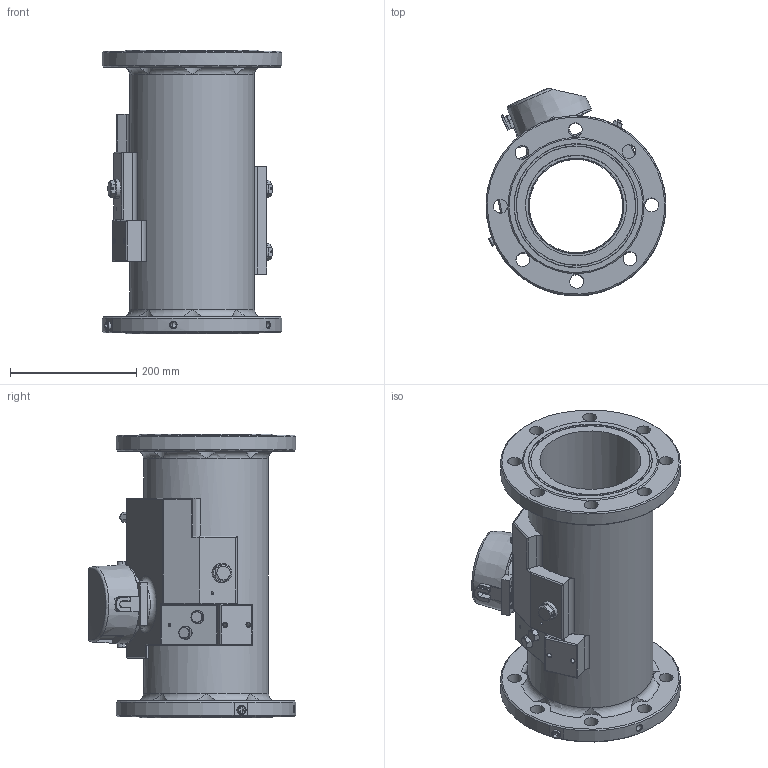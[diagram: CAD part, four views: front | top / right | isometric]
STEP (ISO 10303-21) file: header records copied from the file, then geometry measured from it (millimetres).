
FILE_DESCRIPTION(('STEP AP203'), '1');
FILE_NAME('TRZ DN150 ñëåâà-íàïðàâî_1', '2014-08-11T14:21:22', (' '), (''), 'ASCON STEP Converter 1.3', 'ASCON Math Kernel', '');
FILE_SCHEMA(('CONFIG_CONTROL_DESIGN'));
Length unit declared in the file: millimetre
Products named in the file (10): 1; 2; 3; 4; 5; 6; 7; 8; 9; 10
Assembly tree (12 placements, depth 2):
  1
    2  x2
    3
    4
    5
    6  x3
    7
    8
    9
    10
Bounding box: 284.92 x 329.14 x 450 mm (x, y, z)
Volume: 8812515.1 mm3; surface area: 856670.8 mm2
Topology: 13 solids, 13 shells, 658 faces, 1861 edges, 1272 vertices
Faces by surface type: cylinder 256, plane 250, cone 85, torus 33, bspline 22, sphere 12
Full cylindrical faces by diameter (mm): 2 x1, 3 x5, 4.2 x4, 6 x3, 6.2 x1, 6.7 x2, 8.2 x1, 8.461 x2, 8.95 x2, 9 x3, 9.4 x1, 10 x6, 10.5 x1, 12 x1, 14 x2, 15 x1, 18 x3, 18.68 x3, 20.95 x3, 21 x3, 22 x19, 27 x3, 30 x4, 31 x3, 39 x1, 43.43 x1, 62 x1, 62.4 x2, 67.2 x1, 69 x1
Entity records: 33926 total; most frequent: CARTESIAN_POINT 17695, ORIENTED_EDGE 3320, DIRECTION 3258, EDGE_CURVE 1660, AXIS2_PLACEMENT_3D 1302, VERTEX_POINT 1138, CIRCLE 715, EDGE_LOOP 710
